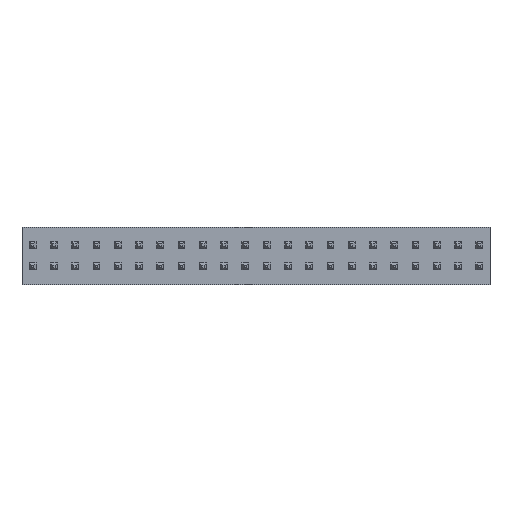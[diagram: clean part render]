
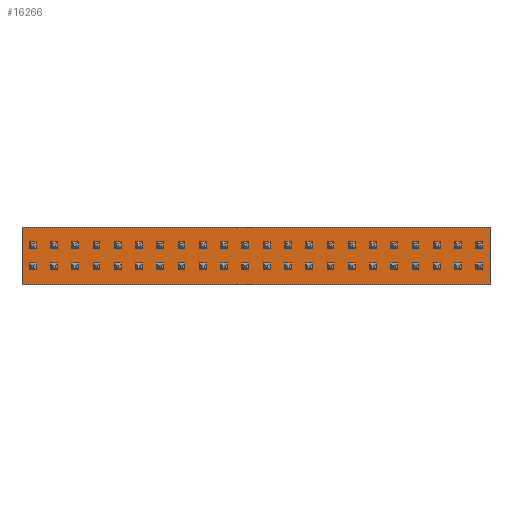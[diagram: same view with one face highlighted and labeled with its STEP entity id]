
A CAD part, top view. The second image highlights one B-rep face of the part: STEP entity #16266.
In plain terms, the highlighted face is planar.
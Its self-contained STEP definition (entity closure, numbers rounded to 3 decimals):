
#16134 = EDGE_CURVE('',#16135,#16137,#16139,.T.);
#16135 = VERTEX_POINT('',#16136);
#16136 = CARTESIAN_POINT('',(-13.97,1.778,-1.715));
#16137 = VERTEX_POINT('',#16138);
#16138 = CARTESIAN_POINT('',(-13.97,1.778,1.715));
#16139 = LINE('',#16140,#16141);
#16140 = CARTESIAN_POINT('',(-13.97,1.778,-1.715));
#16141 = VECTOR('',#16142,1.);
#16142 = DIRECTION('',(0.,0.,1.));
#16174 = EDGE_CURVE('',#16137,#16175,#16177,.T.);
#16175 = VERTEX_POINT('',#16176);
#16176 = CARTESIAN_POINT('',(13.97,1.778,1.715));
#16177 = LINE('',#16178,#16179);
#16178 = CARTESIAN_POINT('',(-13.97,1.778,1.715));
#16179 = VECTOR('',#16180,1.);
#16180 = DIRECTION('',(1.,0.,0.));
#16205 = EDGE_CURVE('',#16175,#16206,#16208,.T.);
#16206 = VERTEX_POINT('',#16207);
#16207 = CARTESIAN_POINT('',(13.97,1.778,-1.715));
#16208 = LINE('',#16209,#16210);
#16209 = CARTESIAN_POINT('',(13.97,1.778,1.715));
#16210 = VECTOR('',#16211,1.);
#16211 = DIRECTION('',(0.,0.,-1.));
#16236 = EDGE_CURVE('',#16206,#16135,#16237,.T.);
#16237 = LINE('',#16238,#16239);
#16238 = CARTESIAN_POINT('',(13.97,1.778,-1.715));
#16239 = VECTOR('',#16240,1.);
#16240 = DIRECTION('',(-1.,0.,0.));
#16266 = ADVANCED_FACE('',(#16267),#16273,.T.);
#16267 = FACE_BOUND('',#16268,.T.);
#16268 = EDGE_LOOP('',(#16269,#16270,#16271,#16272));
#16269 = ORIENTED_EDGE('',*,*,#16134,.T.);
#16270 = ORIENTED_EDGE('',*,*,#16174,.T.);
#16271 = ORIENTED_EDGE('',*,*,#16205,.T.);
#16272 = ORIENTED_EDGE('',*,*,#16236,.T.);
#16273 = PLANE('',#16274);
#16274 = AXIS2_PLACEMENT_3D('',#16275,#16276,#16277);
#16275 = CARTESIAN_POINT('',(0.,1.778,0.));
#16276 = DIRECTION('',(0.,1.,0.));
#16277 = DIRECTION('',(0.,-0.,1.));
